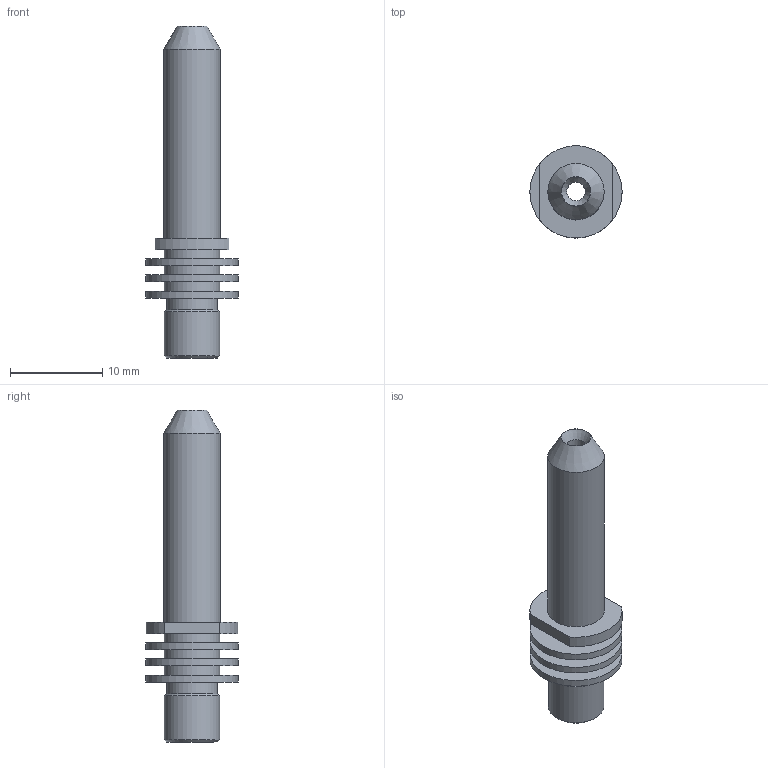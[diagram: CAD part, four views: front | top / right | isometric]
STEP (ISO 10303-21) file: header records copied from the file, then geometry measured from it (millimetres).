
FILE_DESCRIPTION(('FreeCAD Model'),'2;1');
FILE_NAME('hotend-main-tube.step', '2014-11-30T20:54:16',('FreeCAD'),('FreeCAD'), 'Open CASCADE STEP processor 6.7','FreeCAD','Unknown');
FILE_SCHEMA(('AUTOMOTIVE_DESIGN_CC2 { 1 2 10303 214 -1 1 5 4 }'));
Length unit declared in the file: millimetre
Products named in the file (1): cutout-1
Bounding box: 10 x 10 x 36 mm (x, y, z)
Volume: 759.7 mm3; surface area: 1556.5 mm2
Topology: 1 solids, 1 shells, 30 faces, 53 edges, 33 vertices
Faces by surface type: cylinder 13, plane 12, cone 5
Full cylindrical faces by diameter (mm): 2 x1, 4 x1, 5.5 x1, 6 x4, 6.1 x1, 10 x3
Entity records: 1432 total; most frequent: DIRECTION 238, CARTESIAN_POINT 235, ORIENTED_EDGE 106, PCURVE 106, DEFINITIONAL_REPRESENTATION 106, LINE 96, VECTOR 96, AXIS2_PLACEMENT_3D 60
